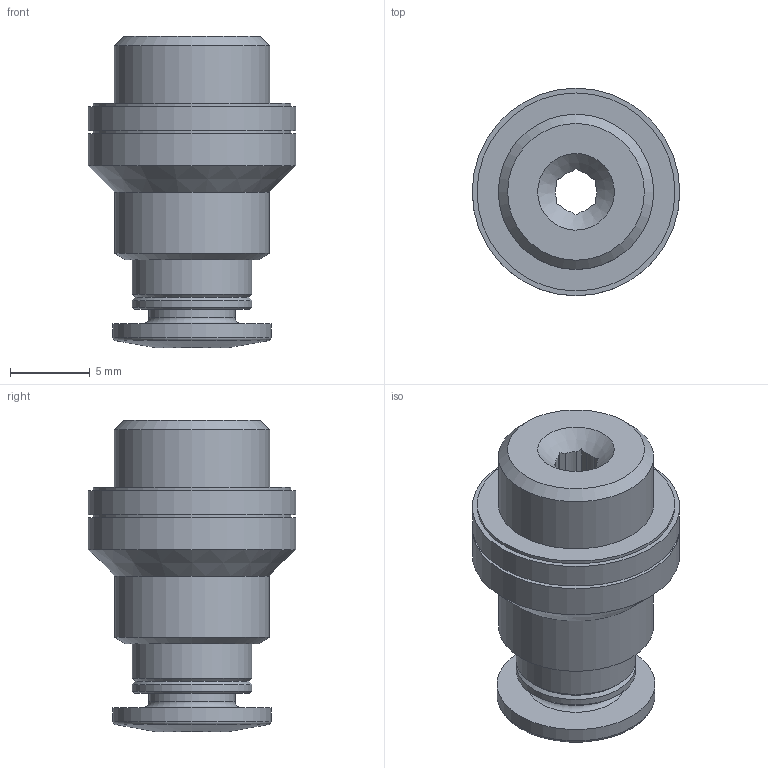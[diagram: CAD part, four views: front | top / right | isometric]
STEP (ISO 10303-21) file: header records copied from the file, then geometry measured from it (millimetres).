
FILE_DESCRIPTION(/* description */ ('STEP AP214'),/* implementation_level */ '2;1');
FILE_NAME(/* name */ '186106_QS-G1_8-4-I',/* time_stamp */ '2024-09-10T11:26:34+02:00',/* author */ ('License CC BY-ND 4.0'),/* organization */ ('CADENAS'),/* preprocessor_version */ 'ST-DEVELOPER v19.3',/* originating_system */ 'PARTsolutions',/* authorisation */ ' ');
FILE_SCHEMA (('AUTOMOTIVE_DESIGN {1 0 10303 214 3 1 1}'));
Length unit declared in the file: millimetre
Products named in the file (1): 186106 QS-G1/8-4-I
Bounding box: 13 x 13 x 19.5 mm (x, y, z)
Volume: 1335.4 mm3; surface area: 1147.2 mm2
Topology: 1 solids, 1 shells, 49 faces, 108 edges, 68 vertices
Faces by surface type: plane 21, cylinder 17, cone 8, torus 3
Full cylindrical faces by diameter (mm): 4 x1, 5.4 x1, 7.5 x2, 9.7 x1, 9.728 x1, 9.9 x1, 12.4 x2, 13 x2
Entity records: 1603 total; most frequent: CARTESIAN_POINT 236, DIRECTION 214, ORIENTED_EDGE 168, AXIS2_PLACEMENT_3D 92, EDGE_CURVE 84, EDGE_LOOP 80, FACE_BOUND 80, VERTEX_POINT 66
